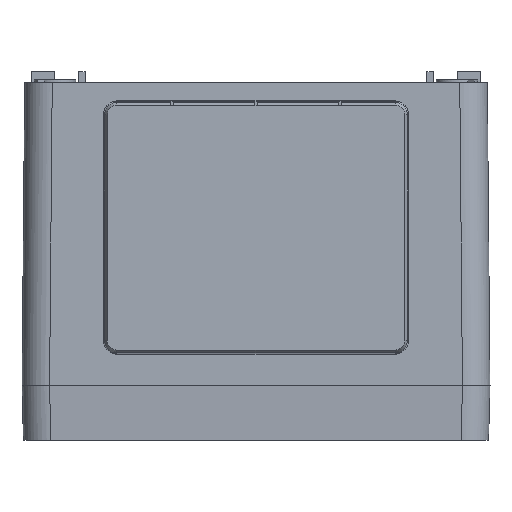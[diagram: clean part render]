
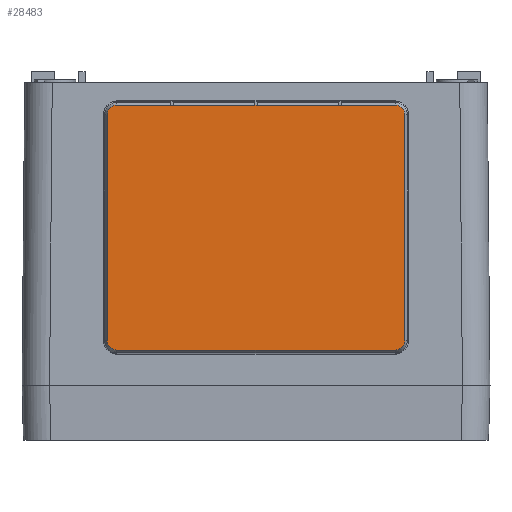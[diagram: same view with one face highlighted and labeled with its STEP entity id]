
A CAD part, left-side view. The second image highlights one B-rep face of the part: STEP entity #28483.
In plain terms, the highlighted planar face has unit normal (-1, 0, 0.009).
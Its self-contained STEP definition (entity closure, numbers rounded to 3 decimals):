
#2766 = CIRCLE ( 'NONE', #11541, 3.5 ) ;
#2882 = DIRECTION ( 'NONE',  ( -0.009, 0., -1. ) ) ;
#2964 = DIRECTION ( 'NONE',  ( 1., 0., -0.009 ) ) ;
#3240 = VERTEX_POINT ( 'NONE', #4161 ) ;
#4147 = ORIENTED_EDGE ( 'NONE', *, *, #20116, .F. ) ;
#4161 = CARTESIAN_POINT ( 'NONE',  ( 0.876, 31., 100.331 ) ) ;
#4636 = CARTESIAN_POINT ( 'NONE',  ( 0.906, 34.5, 103.831 ) ) ;
#4670 = CARTESIAN_POINT ( 'NONE',  ( 0.129, 34.5, 14.834 ) ) ;
#5148 = VECTOR ( 'NONE', #29361, 1000. ) ;
#5378 = CARTESIAN_POINT ( 'NONE',  ( 0.129, 135.5, 14.834 ) ) ;
#5852 = CARTESIAN_POINT ( 'NONE',  ( 0.16, 34.5, 18.334 ) ) ;
#6408 = ORIENTED_EDGE ( 'NONE', *, *, #15633, .F. ) ;
#7156 = DIRECTION ( 'NONE',  ( 1., 0., -0.009 ) ) ;
#7297 = ORIENTED_EDGE ( 'NONE', *, *, #18105, .F. ) ;
#7715 = DIRECTION ( 'NONE',  ( 0., 1., 0. ) ) ;
#7830 = VERTEX_POINT ( 'NONE', #23783 ) ;
#8736 = ORIENTED_EDGE ( 'NONE', *, *, #20920, .F. ) ;
#8891 = VECTOR ( 'NONE', #7715, 1000. ) ;
#9669 = CARTESIAN_POINT ( 'NONE',  ( 0.129, 34.5, 14.834 ) ) ;
#9680 = VECTOR ( 'NONE', #32256, 1000. ) ;
#10762 = CARTESIAN_POINT ( 'NONE',  ( 0.16, 139., 18.334 ) ) ;
#10803 = CARTESIAN_POINT ( 'NONE',  ( 0.16, 139., 18.334 ) ) ;
#11210 = FACE_OUTER_BOUND ( 'NONE', #28439, .T. ) ;
#11431 = DIRECTION ( 'NONE',  ( -0.009, 0., -1. ) ) ;
#11506 = CIRCLE ( 'NONE', #32219, 3.5 ) ;
#11541 = AXIS2_PLACEMENT_3D ( 'NONE', #14052, #2964, #11431 ) ;
#12097 = CARTESIAN_POINT ( 'NONE',  ( 0.906, 135.5, 103.831 ) ) ;
#12322 = LINE ( 'NONE', #23046, #5148 ) ;
#12514 = CARTESIAN_POINT ( 'NONE',  ( 0.16, 31., 18.334 ) ) ;
#12596 = ORIENTED_EDGE ( 'NONE', *, *, #20334, .T. ) ;
#13288 = LINE ( 'NONE', #36053, #8891 ) ;
#13347 = EDGE_CURVE ( 'NONE', #25165, #26135, #11506, .T. ) ;
#13643 = DIRECTION ( 'NONE',  ( 1., 0., -0.009 ) ) ;
#14012 = PLANE ( 'NONE',  #32696 ) ;
#14052 = CARTESIAN_POINT ( 'NONE',  ( 0.876, 34.5, 100.331 ) ) ;
#15633 = EDGE_CURVE ( 'NONE', #7830, #30169, #17875, .T. ) ;
#16145 = DIRECTION ( 'NONE',  ( 0.009, 0., 1. ) ) ;
#16359 = CARTESIAN_POINT ( 'NONE',  ( 0.16, 135.5, 18.334 ) ) ;
#17667 = VERTEX_POINT ( 'NONE', #5378 ) ;
#17875 = CIRCLE ( 'NONE', #28558, 3.5 ) ;
#18105 = EDGE_CURVE ( 'NONE', #3240, #25165, #12322, .T. ) ;
#18419 = DIRECTION ( 'NONE',  ( -0.009, 0., -1. ) ) ;
#19710 = DIRECTION ( 'NONE',  ( -1., 0., 0.009 ) ) ;
#20116 = EDGE_CURVE ( 'NONE', #34950, #3240, #2766, .T. ) ;
#20334 = EDGE_CURVE ( 'NONE', #34950, #30169, #13288, .T. ) ;
#20920 = EDGE_CURVE ( 'NONE', #17667, #26205, #30827, .T. ) ;
#21186 = CARTESIAN_POINT ( 'NONE',  ( 0.876, 135.5, 100.331 ) ) ;
#23046 = CARTESIAN_POINT ( 'NONE',  ( 0.876, 31., 100.331 ) ) ;
#23112 = AXIS2_PLACEMENT_3D ( 'NONE', #16359, #27682, #2882 ) ;
#23615 = ORIENTED_EDGE ( 'NONE', *, *, #27370, .F. ) ;
#23783 = CARTESIAN_POINT ( 'NONE',  ( 0.876, 139., 100.331 ) ) ;
#25165 = VERTEX_POINT ( 'NONE', #12514 ) ;
#25303 = DIRECTION ( 'NONE',  ( 0.009, 0., 1. ) ) ;
#26135 = VERTEX_POINT ( 'NONE', #4670 ) ;
#26205 = VERTEX_POINT ( 'NONE', #10762 ) ;
#26706 = LINE ( 'NONE', #9669, #9680 ) ;
#27370 = EDGE_CURVE ( 'NONE', #26205, #7830, #33391, .T. ) ;
#27544 = CARTESIAN_POINT ( 'NONE',  ( 0., 0., 0. ) ) ;
#27682 = DIRECTION ( 'NONE',  ( 1., 0., -0.009 ) ) ;
#28439 = EDGE_LOOP ( 'NONE', ( #6408, #23615, #8736, #31184, #34462, #7297, #4147, #12596 ) ) ;
#28483 = ADVANCED_FACE ( 'NONE', ( #11210 ), #14012, .T. ) ;
#28558 = AXIS2_PLACEMENT_3D ( 'NONE', #21186, #7156, #18419 ) ;
#29147 = EDGE_CURVE ( 'NONE', #26135, #17667, #26706, .T. ) ;
#29361 = DIRECTION ( 'NONE',  ( -0.009, 0., -1. ) ) ;
#30169 = VERTEX_POINT ( 'NONE', #12097 ) ;
#30630 = VECTOR ( 'NONE', #16145, 1000. ) ;
#30827 = CIRCLE ( 'NONE', #23112, 3.5 ) ;
#31184 = ORIENTED_EDGE ( 'NONE', *, *, #29147, .F. ) ;
#32219 = AXIS2_PLACEMENT_3D ( 'NONE', #5852, #13643, #36246 ) ;
#32256 = DIRECTION ( 'NONE',  ( 0., 1., 0. ) ) ;
#32696 = AXIS2_PLACEMENT_3D ( 'NONE', #27544, #19710, #25303 ) ;
#33391 = LINE ( 'NONE', #10803, #30630 ) ;
#34462 = ORIENTED_EDGE ( 'NONE', *, *, #13347, .F. ) ;
#34950 = VERTEX_POINT ( 'NONE', #4636 ) ;
#36053 = CARTESIAN_POINT ( 'NONE',  ( 0.906, 34.5, 103.831 ) ) ;
#36246 = DIRECTION ( 'NONE',  ( -0.009, 0., -1. ) ) ;
